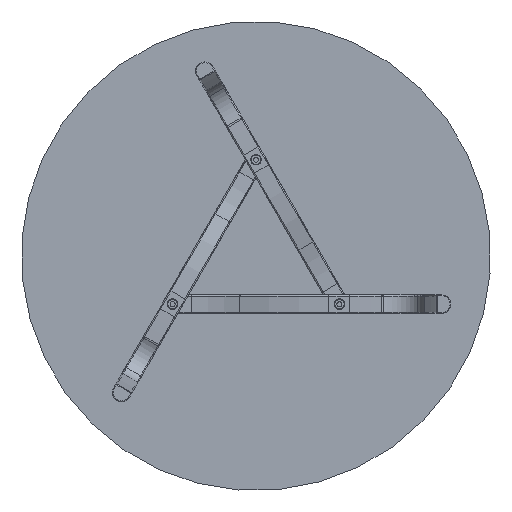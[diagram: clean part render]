
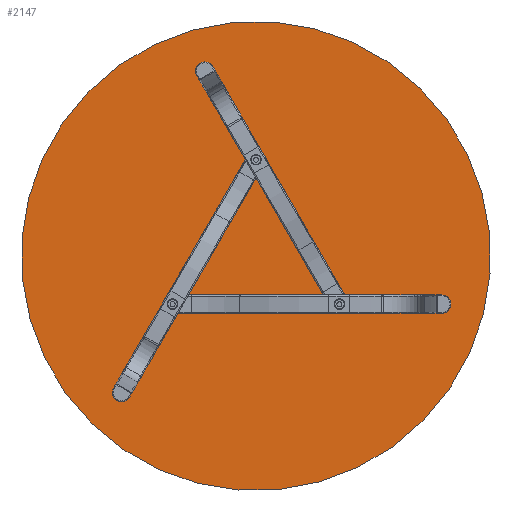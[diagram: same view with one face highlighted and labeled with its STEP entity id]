
A CAD part, front view. The second image highlights one B-rep face of the part: STEP entity #2147.
In plain terms, the highlighted face is planar.
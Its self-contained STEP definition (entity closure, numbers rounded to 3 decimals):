
#117 = PLANE ( 'NONE',  #1800 ) ;
#179 = CARTESIAN_POINT ( 'NONE',  ( 392.203, 31.483, 0. ) ) ;
#471 = AXIS2_PLACEMENT_3D ( 'NONE', #3702, #5160, #3599 ) ;
#565 = CARTESIAN_POINT ( 'NONE',  ( -207.797, 31.483, 0. ) ) ;
#642 = FACE_OUTER_BOUND ( 'NONE', #4407, .T. ) ;
#979 = DIRECTION ( 'NONE',  ( 1., 0., 0. ) ) ;
#1144 = DIRECTION ( 'NONE',  ( 0., 0., 1. ) ) ;
#1522 = EDGE_CURVE ( 'NONE', #4203, #4328, #3404, .T. ) ;
#1800 = AXIS2_PLACEMENT_3D ( 'NONE', #2576, #4061, #979 ) ;
#2147 = ADVANCED_FACE ( 'NONE', ( #642 ), #117, .F. ) ;
#2576 = CARTESIAN_POINT ( 'NONE',  ( -207.797, 31.483, 0. ) ) ;
#2673 = DIRECTION ( 'NONE',  ( 1., 0., 0. ) ) ;
#2676 = AXIS2_PLACEMENT_3D ( 'NONE', #565, #1144, #2673 ) ;
#3129 = ORIENTED_EDGE ( 'NONE', *, *, #1522, .F. ) ;
#3404 = CIRCLE ( 'NONE', #471, 600. ) ;
#3543 = CIRCLE ( 'NONE', #2676, 600. ) ;
#3596 = CARTESIAN_POINT ( 'NONE',  ( -807.797, 31.483, 0. ) ) ;
#3599 = DIRECTION ( 'NONE',  ( 1., 0., 0. ) ) ;
#3702 = CARTESIAN_POINT ( 'NONE',  ( -207.797, 31.483, 0. ) ) ;
#3952 = EDGE_CURVE ( 'NONE', #4328, #4203, #3543, .T. ) ;
#4061 = DIRECTION ( 'NONE',  ( 0., 0., 1. ) ) ;
#4203 = VERTEX_POINT ( 'NONE', #3596 ) ;
#4328 = VERTEX_POINT ( 'NONE', #179 ) ;
#4407 = EDGE_LOOP ( 'NONE', ( #3129, #5046 ) ) ;
#5046 = ORIENTED_EDGE ( 'NONE', *, *, #3952, .F. ) ;
#5160 = DIRECTION ( 'NONE',  ( 0., 0., 1. ) ) ;
